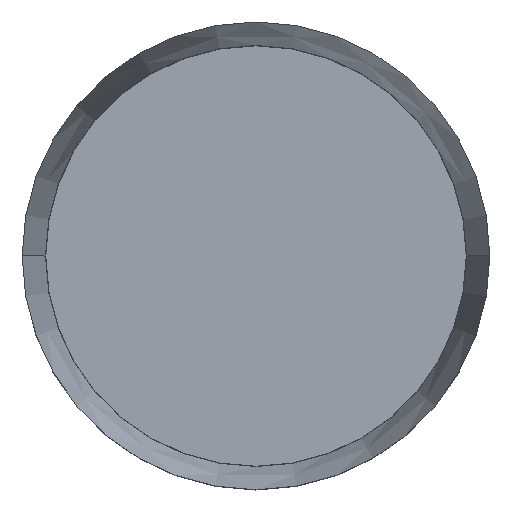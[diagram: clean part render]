
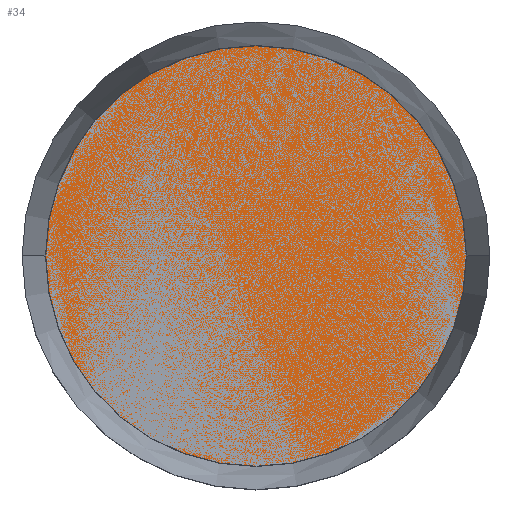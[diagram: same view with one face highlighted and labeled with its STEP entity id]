
A CAD part, top view. The second image highlights one B-rep face of the part: STEP entity #34.
In plain terms, the highlighted planar face has unit normal (0, 0, 1).
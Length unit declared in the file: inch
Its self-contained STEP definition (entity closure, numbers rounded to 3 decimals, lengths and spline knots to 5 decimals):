
#1 = DIRECTION ( 'NONE',  ( 0., 0., -1. ) ) ;
#34 = ADVANCED_FACE ( 'NONE', ( #115 ), #392, .T. ) ;
#39 = DIRECTION ( 'NONE',  ( -1., 0., 0. ) ) ;
#50 = EDGE_CURVE ( 'NONE', #209, #52, #127, .T. ) ;
#52 = VERTEX_POINT ( 'NONE', #196 ) ;
#104 = DIRECTION ( 'NONE',  ( 0., 0., 1. ) ) ;
#115 = FACE_OUTER_BOUND ( 'NONE', #371, .T. ) ;
#127 = CIRCLE ( 'NONE', #286, 0.35435 ) ;
#186 = ORIENTED_EDGE ( 'NONE', *, *, #208, .F. ) ;
#196 = CARTESIAN_POINT ( 'NONE',  ( 0.35435, 0., 0.0748 ) ) ;
#208 = EDGE_CURVE ( 'NONE', #52, #209, #261, .T. ) ;
#209 = VERTEX_POINT ( 'NONE', #279 ) ;
#225 = ORIENTED_EDGE ( 'NONE', *, *, #50, .F. ) ;
#247 = AXIS2_PLACEMENT_3D ( 'NONE', #346, #104, #426 ) ;
#261 = CIRCLE ( 'NONE', #301, 0.35435 ) ;
#279 = CARTESIAN_POINT ( 'NONE',  ( -0.35435, 0., 0.0748 ) ) ;
#280 = DIRECTION ( 'NONE',  ( 0., 0., -1. ) ) ;
#286 = AXIS2_PLACEMENT_3D ( 'NONE', #309, #280, #347 ) ;
#301 = AXIS2_PLACEMENT_3D ( 'NONE', #356, #1, #39 ) ;
#309 = CARTESIAN_POINT ( 'NONE',  ( 0., 0., 0.0748 ) ) ;
#346 = CARTESIAN_POINT ( 'NONE',  ( 0., 0.35435, 0.0748 ) ) ;
#347 = DIRECTION ( 'NONE',  ( -1., 0., 0. ) ) ;
#356 = CARTESIAN_POINT ( 'NONE',  ( 0., 0., 0.0748 ) ) ;
#371 = EDGE_LOOP ( 'NONE', ( #225, #186 ) ) ;
#392 = PLANE ( 'NONE',  #247 ) ;
#426 = DIRECTION ( 'NONE',  ( 1., 0., 0. ) ) ;
